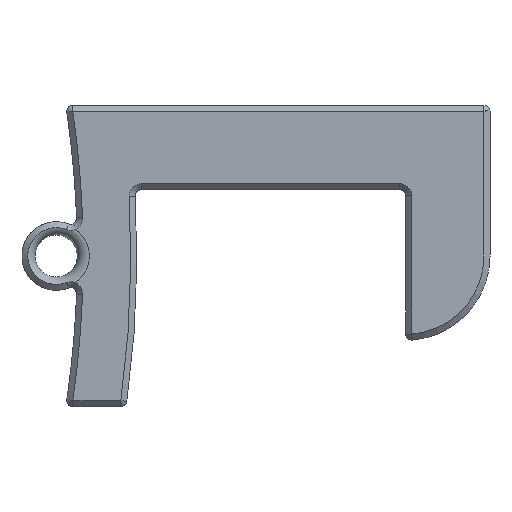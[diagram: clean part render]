
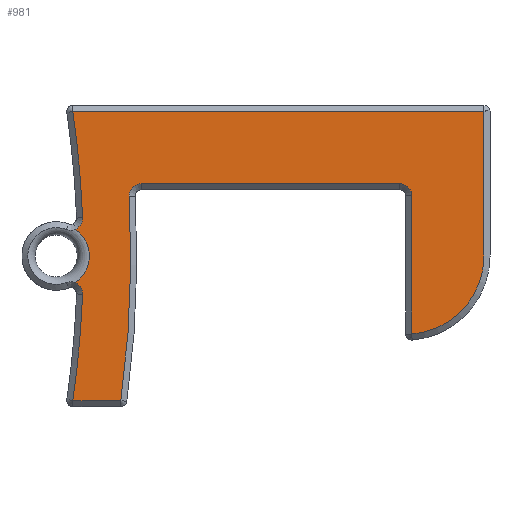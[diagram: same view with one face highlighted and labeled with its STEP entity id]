
A CAD part, front view. The second image highlights one B-rep face of the part: STEP entity #981.
In plain terms, the highlighted planar face has unit normal (0, -1, 0).
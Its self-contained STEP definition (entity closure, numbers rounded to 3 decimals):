
#52=CIRCLE('',#1041,166.);
#55=CIRCLE('',#1045,2.);
#57=CIRCLE('',#1049,2.);
#59=CIRCLE('',#1052,166.);
#63=CIRCLE('',#1060,13.);
#66=CIRCLE('',#1066,2.);
#68=CIRCLE('',#1070,2.);
#70=CIRCLE('',#1073,173.891);
#75=CIRCLE('',#1081,5.5);
#150=FACE_OUTER_BOUND('',#216,.T.);
#216=EDGE_LOOP('',(#739,#740,#741,#742,#743,#744,#745,#746,#747,#748,#749,
#750,#751,#752));
#263=LINE('',#1462,#345);
#275=LINE('',#1632,#357);
#279=LINE('',#1642,#361);
#284=LINE('',#1658,#366);
#288=LINE('',#1670,#370);
#345=VECTOR('',#1156,10.);
#357=VECTOR('',#1198,10.);
#361=VECTOR('',#1208,10.);
#366=VECTOR('',#1225,10.);
#370=VECTOR('',#1237,10.);
#424=VERTEX_POINT('',#1455);
#427=VERTEX_POINT('',#1460);
#429=VERTEX_POINT('',#1466);
#431=VERTEX_POINT('',#1472);
#436=VERTEX_POINT('',#1514);
#437=VERTEX_POINT('',#1516);
#439=VERTEX_POINT('',#1522);
#444=VERTEX_POINT('',#1626);
#447=VERTEX_POINT('',#1636);
#450=VERTEX_POINT('',#1644);
#452=VERTEX_POINT('',#1652);
#455=VERTEX_POINT('',#1660);
#457=VERTEX_POINT('',#1666);
#459=VERTEX_POINT('',#1672);
#507=EDGE_CURVE('',#427,#424,#263,.T.);
#509=EDGE_CURVE('',#424,#429,#52,.T.);
#514=EDGE_CURVE('',#429,#431,#55,.T.);
#520=EDGE_CURVE('',#436,#437,#57,.T.);
#523=EDGE_CURVE('',#437,#439,#59,.T.);
#535=EDGE_CURVE('',#439,#444,#275,.T.);
#540=EDGE_CURVE('',#444,#447,#279,.T.);
#543=EDGE_CURVE('',#447,#450,#63,.T.);
#548=EDGE_CURVE('',#450,#452,#284,.T.);
#551=EDGE_CURVE('',#452,#455,#66,.T.);
#554=EDGE_CURVE('',#455,#457,#288,.T.);
#557=EDGE_CURVE('',#457,#459,#68,.T.);
#560=EDGE_CURVE('',#459,#427,#70,.T.);
#565=EDGE_CURVE('',#431,#436,#75,.T.);
#739=ORIENTED_EDGE('',*,*,#514,.F.);
#740=ORIENTED_EDGE('',*,*,#509,.F.);
#741=ORIENTED_EDGE('',*,*,#507,.F.);
#742=ORIENTED_EDGE('',*,*,#560,.F.);
#743=ORIENTED_EDGE('',*,*,#557,.F.);
#744=ORIENTED_EDGE('',*,*,#554,.F.);
#745=ORIENTED_EDGE('',*,*,#551,.F.);
#746=ORIENTED_EDGE('',*,*,#548,.F.);
#747=ORIENTED_EDGE('',*,*,#543,.F.);
#748=ORIENTED_EDGE('',*,*,#540,.F.);
#749=ORIENTED_EDGE('',*,*,#535,.F.);
#750=ORIENTED_EDGE('',*,*,#523,.F.);
#751=ORIENTED_EDGE('',*,*,#520,.F.);
#752=ORIENTED_EDGE('',*,*,#565,.F.);
#947=PLANE('',#1083);
#981=ADVANCED_FACE('',(#150),#947,.F.);
#1041=AXIS2_PLACEMENT_3D('',#1467,#1160,#1161);
#1045=AXIS2_PLACEMENT_3D('',#1476,#1170,#1171);
#1049=AXIS2_PLACEMENT_3D('',#1517,#1180,#1181);
#1052=AXIS2_PLACEMENT_3D('',#1523,#1187,#1188);
#1060=AXIS2_PLACEMENT_3D('',#1648,#1214,#1215);
#1066=AXIS2_PLACEMENT_3D('',#1664,#1231,#1232);
#1070=AXIS2_PLACEMENT_3D('',#1676,#1243,#1244);
#1073=AXIS2_PLACEMENT_3D('',#1681,#1250,#1251);
#1081=AXIS2_PLACEMENT_3D('',#1691,#1266,#1267);
#1083=AXIS2_PLACEMENT_3D('',#1693,#1270,#1271);
#1156=DIRECTION('',(-1.,0.,0.));
#1160=DIRECTION('center_axis',(0.,-1.,0.));
#1161=DIRECTION('ref_axis',(0.988,0.,0.152));
#1170=DIRECTION('center_axis',(0.,-1.,0.));
#1171=DIRECTION('ref_axis',(0.583,0.,0.812));
#1180=DIRECTION('center_axis',(0.,-1.,0.));
#1181=DIRECTION('ref_axis',(0.583,0.,-0.812));
#1187=DIRECTION('center_axis',(0.,-1.,0.));
#1188=DIRECTION('ref_axis',(0.988,0.,0.152));
#1198=DIRECTION('',(1.,0.,0.));
#1208=DIRECTION('',(0.,0.,-1.));
#1214=DIRECTION('center_axis',(0.,1.,0.));
#1215=DIRECTION('ref_axis',(1.,0.,0.));
#1225=DIRECTION('',(0.,0.,1.));
#1231=DIRECTION('center_axis',(0.,-1.,0.));
#1232=DIRECTION('ref_axis',(0.707,0.,0.707));
#1237=DIRECTION('',(-1.,0.,0.));
#1243=DIRECTION('center_axis',(0.,-1.,0.));
#1244=DIRECTION('ref_axis',(-0.727,0.,0.687));
#1250=DIRECTION('center_axis',(0.,1.,0.));
#1251=DIRECTION('ref_axis',(0.998,0.,0.063));
#1266=DIRECTION('center_axis',(0.,-1.,0.));
#1267=DIRECTION('ref_axis',(1.,0.,0.));
#1270=DIRECTION('center_axis',(0.,1.,0.));
#1271=DIRECTION('ref_axis',(1.,0.,0.));
#1455=CARTESIAN_POINT('',(1.161,0.,-49.));
#1460=CARTESIAN_POINT('',(9.132,0.,-49.));
#1462=CARTESIAN_POINT('',(20.789,0.,-49.));
#1466=CARTESIAN_POINT('',(2.784,0.,-31.339));
#1467=CARTESIAN_POINT('Origin',(-163.095,0.,-25.));
#1472=CARTESIAN_POINT('',(1.634,0.,-29.452));
#1476=CARTESIAN_POINT('Origin',(0.785,0.,-31.263));
#1514=CARTESIAN_POINT('',(1.634,0.,-20.548));
#1516=CARTESIAN_POINT('',(2.784,0.,-18.661));
#1517=CARTESIAN_POINT('Origin',(0.785,0.,-18.737));
#1522=CARTESIAN_POINT('',(1.161,0.,-1.));
#1523=CARTESIAN_POINT('Origin',(-163.095,0.,-25.));
#1626=CARTESIAN_POINT('',(69.45,0.,-1.));
#1632=CARTESIAN_POINT('',(15.789,0.,-1.));
#1636=CARTESIAN_POINT('',(69.45,0.,-25.));
#1642=CARTESIAN_POINT('',(69.45,0.,-12.5));
#1644=CARTESIAN_POINT('',(57.45,0.,-37.961));
#1648=CARTESIAN_POINT('Origin',(56.45,0.,-25.));
#1652=CARTESIAN_POINT('',(57.45,0.,-15.));
#1658=CARTESIAN_POINT('',(57.45,0.,-32.));
#1660=CARTESIAN_POINT('',(55.45,0.,-13.));
#1664=CARTESIAN_POINT('Origin',(55.45,0.,-15.));
#1666=CARTESIAN_POINT('',(12.512,0.,-13.));
#1670=CARTESIAN_POINT('',(44.014,0.,-13.));
#1672=CARTESIAN_POINT('',(10.515,0.,-15.114));
#1676=CARTESIAN_POINT('Origin',(12.512,0.,-15.));
#1681=CARTESIAN_POINT('Origin',(-163.095,0.,-25.));
#1691=CARTESIAN_POINT('Origin',(-1.595,0.,-25.));
#1693=CARTESIAN_POINT('Origin',(31.577,0.,-25.));
